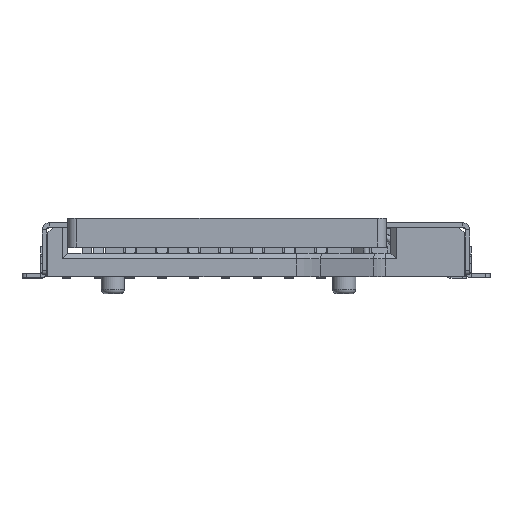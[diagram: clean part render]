
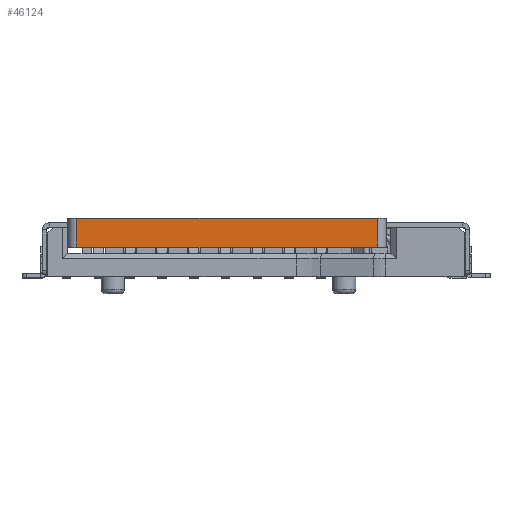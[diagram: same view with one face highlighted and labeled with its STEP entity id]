
A CAD part, top view. The second image highlights one B-rep face of the part: STEP entity #46124.
In plain terms, the highlighted planar face has unit normal (0, 0, 1).
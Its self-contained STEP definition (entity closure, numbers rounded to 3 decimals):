
#44410=DIRECTION('',(-1.,0.,0.));
#44411=VECTOR('',#44410,10.4);
#44412=CARTESIAN_POINT('',(5.2,-0.3,7.5));
#44413=LINE('',#44412,#44411);
#44580=DIRECTION('',(1.,0.,0.));
#44581=VECTOR('',#44580,10.4);
#44582=CARTESIAN_POINT('',(-5.2,0.7,7.5));
#44583=LINE('',#44582,#44581);
#44946=DIRECTION('',(0.,-1.,0.));
#44947=VECTOR('',#44946,1.);
#44948=CARTESIAN_POINT('',(5.2,0.7,7.5));
#44949=LINE('',#44948,#44947);
#44950=DIRECTION('',(0.,-1.,0.));
#44951=VECTOR('',#44950,1.);
#44952=CARTESIAN_POINT('',(-5.2,0.7,7.5));
#44953=LINE('',#44952,#44951);
#45005=CARTESIAN_POINT('',(-5.2,0.7,7.5));
#45007=VERTEX_POINT('',#45005);
#45008=CARTESIAN_POINT('',(5.2,0.7,7.5));
#45010=VERTEX_POINT('',#45008);
#45165=CARTESIAN_POINT('',(5.2,-0.3,7.5));
#45167=VERTEX_POINT('',#45165);
#45168=CARTESIAN_POINT('',(-5.2,-0.3,7.5));
#45169=VERTEX_POINT('',#45168);
#46112=CARTESIAN_POINT('',(-5.5,0.,7.5));
#46113=DIRECTION('',(0.,0.,1.));
#46114=DIRECTION('',(1.,0.,0.));
#46115=AXIS2_PLACEMENT_3D('',#46112,#46113,#46114);
#46116=PLANE('',#46115);
#46117=ORIENTED_EDGE('',*,*,#46106,.T.);
#46118=ORIENTED_EDGE('',*,*,#45292,.T.);
#46120=ORIENTED_EDGE('',*,*,#46119,.F.);
#46121=ORIENTED_EDGE('',*,*,#45356,.T.);
#46122=EDGE_LOOP('',(#46117,#46118,#46120,#46121));
#46123=FACE_OUTER_BOUND('',#46122,.F.);
#46124=ADVANCED_FACE('',(#46123),#46116,.T.);
#45292=EDGE_CURVE('',#45167,#45169,#44413,.T.);
#45356=EDGE_CURVE('',#45007,#45010,#44583,.T.);
#46106=EDGE_CURVE('',#45010,#45167,#44949,.T.);
#46119=EDGE_CURVE('',#45007,#45169,#44953,.T.);
